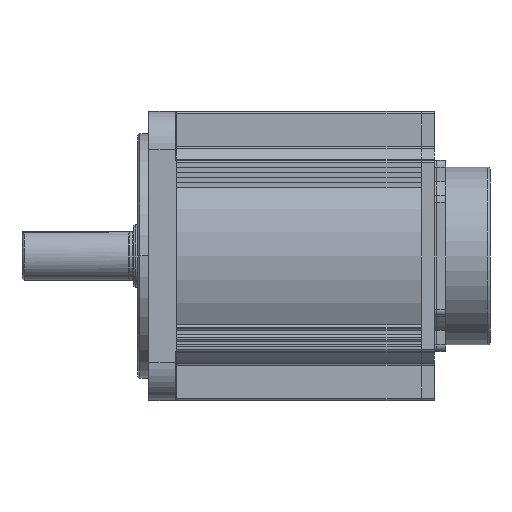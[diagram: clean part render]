
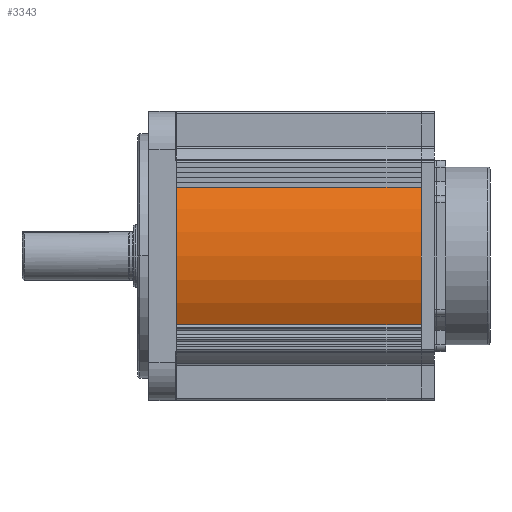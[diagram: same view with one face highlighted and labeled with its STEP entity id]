
A CAD part, front view. The second image highlights one B-rep face of the part: STEP entity #3343.
In plain terms, the highlighted cylindrical face has radius 65 mm (diameter 130 mm), a partial arc.
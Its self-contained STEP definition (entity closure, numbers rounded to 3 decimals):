
#318 = CARTESIAN_POINT ( 'NONE',  ( 179.5, 0., 0. ) ) ;
#878 = VERTEX_POINT ( 'NONE', #1721 ) ;
#1721 = CARTESIAN_POINT ( 'NONE',  ( 69.5, -57.131, -31. ) ) ;
#1904 = EDGE_CURVE ( 'NONE', #11958, #878, #6419, .T. ) ;
#2184 = DIRECTION ( 'NONE',  ( 0., 1., 0. ) ) ;
#3343 = ADVANCED_FACE ( 'NONE', ( #5987 ), #18986, .T. ) ;
#4680 = ORIENTED_EDGE ( 'NONE', *, *, #11608, .T. ) ;
#5987 = FACE_OUTER_BOUND ( 'NONE', #23406, .T. ) ;
#6419 = CIRCLE ( 'NONE', #9913, 65. ) ;
#6603 = DIRECTION ( 'NONE',  ( 1., 0., 0. ) ) ;
#7517 = AXIS2_PLACEMENT_3D ( 'NONE', #21312, #6603, #11989 ) ;
#7848 = CARTESIAN_POINT ( 'NONE',  ( 179.5, -57.131, 31. ) ) ;
#8819 = DIRECTION ( 'NONE',  ( -1., 0., 0. ) ) ;
#9343 = VECTOR ( 'NONE', #14936, 1000. ) ;
#9913 = AXIS2_PLACEMENT_3D ( 'NONE', #12674, #22175, #21934 ) ;
#10389 = ORIENTED_EDGE ( 'NONE', *, *, #1904, .T. ) ;
#10890 = CARTESIAN_POINT ( 'NONE',  ( 69.5, -57.131, 31. ) ) ;
#11057 = VERTEX_POINT ( 'NONE', #12263 ) ;
#11608 = EDGE_CURVE ( 'NONE', #12279, #11958, #14281, .T. ) ;
#11773 = ORIENTED_EDGE ( 'NONE', *, *, #21155, .F. ) ;
#11868 = LINE ( 'NONE', #16199, #17063 ) ;
#11958 = VERTEX_POINT ( 'NONE', #10890 ) ;
#11989 = DIRECTION ( 'NONE',  ( 0., -1., 0. ) ) ;
#12263 = CARTESIAN_POINT ( 'NONE',  ( 179.5, -57.131, -31. ) ) ;
#12279 = VERTEX_POINT ( 'NONE', #7848 ) ;
#12674 = CARTESIAN_POINT ( 'NONE',  ( 69.5, 0., 0. ) ) ;
#13240 = DIRECTION ( 'NONE',  ( -1., 0., 0. ) ) ;
#14003 = CIRCLE ( 'NONE', #7517, 65. ) ;
#14281 = LINE ( 'NONE', #14852, #9343 ) ;
#14852 = CARTESIAN_POINT ( 'NONE',  ( 179.5, -57.131, 31. ) ) ;
#14936 = DIRECTION ( 'NONE',  ( -1., 0., 0. ) ) ;
#16184 = AXIS2_PLACEMENT_3D ( 'NONE', #318, #13240, #2184 ) ;
#16199 = CARTESIAN_POINT ( 'NONE',  ( 179.5, -57.131, -31. ) ) ;
#17063 = VECTOR ( 'NONE', #8819, 1000. ) ;
#18986 = CYLINDRICAL_SURFACE ( 'NONE', #16184, 65. ) ;
#19702 = EDGE_CURVE ( 'NONE', #12279, #11057, #14003, .T. ) ;
#20189 = ORIENTED_EDGE ( 'NONE', *, *, #19702, .F. ) ;
#21155 = EDGE_CURVE ( 'NONE', #11057, #878, #11868, .T. ) ;
#21312 = CARTESIAN_POINT ( 'NONE',  ( 179.5, 0., 0. ) ) ;
#21934 = DIRECTION ( 'NONE',  ( 0., -1., 0. ) ) ;
#22175 = DIRECTION ( 'NONE',  ( 1., 0., 0. ) ) ;
#23406 = EDGE_LOOP ( 'NONE', ( #10389, #11773, #20189, #4680 ) ) ;
